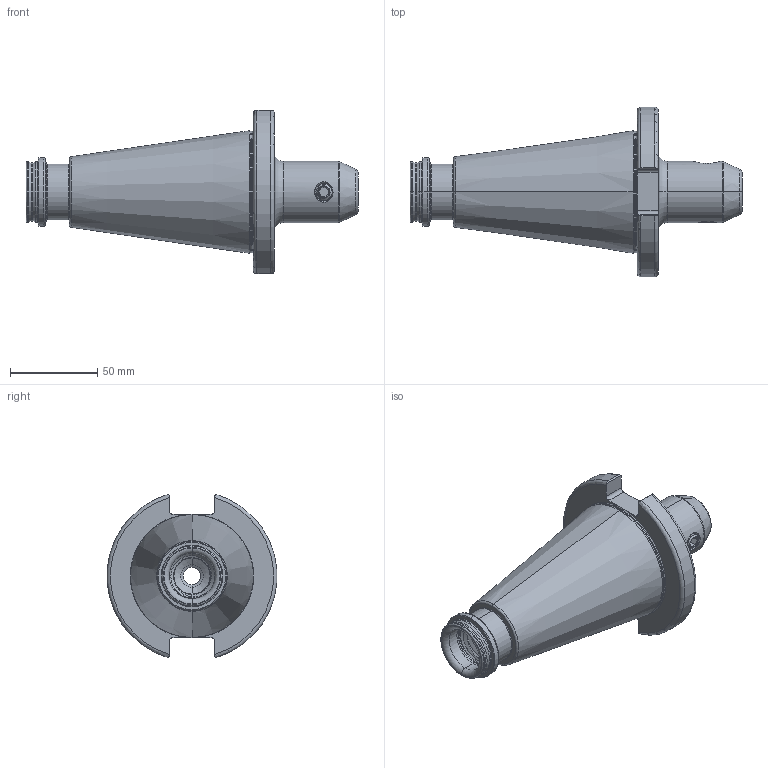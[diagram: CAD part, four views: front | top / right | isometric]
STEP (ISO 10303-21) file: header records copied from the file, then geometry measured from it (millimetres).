
FILE_DESCRIPTION (( 'STEP AP203' ), '1' );
FILE_NAME ('501.04.10.STEP', '2016-11-26T04:48:34', ( '' ), ( '' ), 'SwSTEP 2.0', 'SolidWorks 2012', '' );
FILE_SCHEMA (( 'CONFIG_CONTROL_DESIGN' ));
Length unit declared in the file: millimetre
Products named in the file (3): 501.04.10; 側固10_M10x1.5_12L
Assembly tree (2 placements, depth 2):
  501.04.10
    501.04.10
    側固10_M10x1.5_12L
Bounding box: 189.8 x 96.94 x 93.38 mm (x, y, z)
Volume: 356848.7 mm3; surface area: 54139.8 mm2
Topology: 2 solids, 2 shells, 203 faces, 509 edges, 316 vertices
Faces by surface type: cylinder 84, torus 38, cone 31, plane 29, bspline 19, sphere 2
Entity records: 16156 total; most frequent: CARTESIAN_POINT 11467, ORIENTED_EDGE 1014, DIRECTION 829, EDGE_CURVE 507, AXIS2_PLACEMENT_3D 340, VERTEX_POINT 316, EDGE_LOOP 215, FACE_OUTER_BOUND 203
